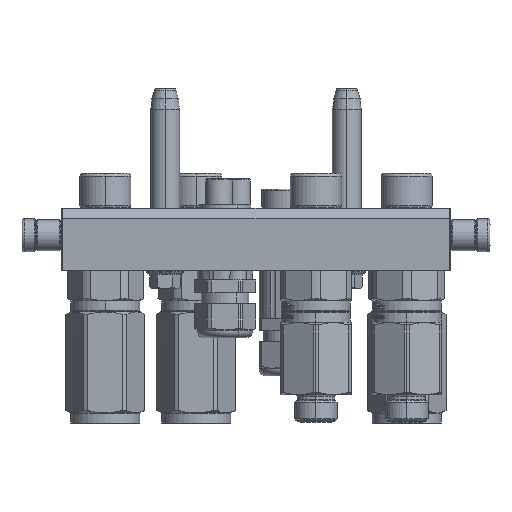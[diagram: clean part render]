
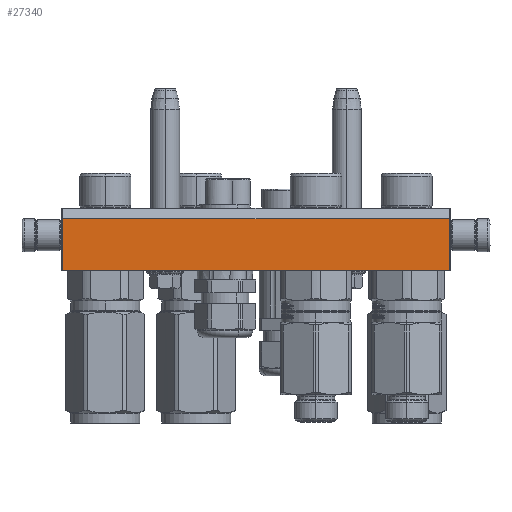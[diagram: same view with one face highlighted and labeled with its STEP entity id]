
A CAD part, left-side view. The second image highlights one B-rep face of the part: STEP entity #27340.
In plain terms, the highlighted face is planar.
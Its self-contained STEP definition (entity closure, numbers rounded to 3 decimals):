
#2842 = CARTESIAN_POINT ( 'NONE',  ( -93.5, -10., -45. ) ) ;
#3734 = CARTESIAN_POINT ( 'NONE',  ( 93.5, 15., -45. ) ) ;
#4763 = VERTEX_POINT ( 'NONE', #53379 ) ;
#6841 = EDGE_CURVE ( 'NONE', #88258, #38116, #57702, .T. ) ;
#11610 = LINE ( 'NONE', #40352, #43037 ) ;
#15343 = DIRECTION ( 'NONE',  ( -1., 0., 0. ) ) ;
#15589 = EDGE_CURVE ( 'NONE', #44804, #4763, #11610, .T. ) ;
#18723 = VECTOR ( 'NONE', #82068, 1000. ) ;
#23173 = CARTESIAN_POINT ( 'NONE',  ( -93.5, -10., -45. ) ) ;
#27340 = ADVANCED_FACE ( 'NONE', ( #43059 ), #43196, .T. ) ;
#36266 = CARTESIAN_POINT ( 'NONE',  ( 93.5, 15., -45. ) ) ;
#38116 = VERTEX_POINT ( 'NONE', #36266 ) ;
#38485 = ORIENTED_EDGE ( 'NONE', *, *, #6841, .F. ) ;
#40352 = CARTESIAN_POINT ( 'NONE',  ( -93.5, -10., -45. ) ) ;
#43037 = VECTOR ( 'NONE', #67874, 1000. ) ;
#43059 = FACE_OUTER_BOUND ( 'NONE', #62027, .T. ) ;
#43196 = PLANE ( 'NONE',  #73620 ) ;
#44804 = VERTEX_POINT ( 'NONE', #2842 ) ;
#44900 = EDGE_CURVE ( 'NONE', #38116, #4763, #85599, .T. ) ;
#48077 = CARTESIAN_POINT ( 'NONE',  ( 94., -15., -45. ) ) ;
#48304 = CARTESIAN_POINT ( 'NONE',  ( 93.5, -10., -45. ) ) ;
#48980 = EDGE_CURVE ( 'NONE', #44804, #88258, #84140, .T. ) ;
#53379 = CARTESIAN_POINT ( 'NONE',  ( -93.5, 15., -45. ) ) ;
#53821 = CARTESIAN_POINT ( 'NONE',  ( 93.5, -10., -45. ) ) ;
#57702 = LINE ( 'NONE', #53821, #18723 ) ;
#59181 = DIRECTION ( 'NONE',  ( -1., 0., 0. ) ) ;
#59441 = ORIENTED_EDGE ( 'NONE', *, *, #44900, .F. ) ;
#62027 = EDGE_LOOP ( 'NONE', ( #59441, #38485, #74102, #63452 ) ) ;
#63452 = ORIENTED_EDGE ( 'NONE', *, *, #15589, .T. ) ;
#67874 = DIRECTION ( 'NONE',  ( 0., 1., 0. ) ) ;
#69028 = VECTOR ( 'NONE', #71607, 1000. ) ;
#71607 = DIRECTION ( 'NONE',  ( 1., 0., 0. ) ) ;
#73620 = AXIS2_PLACEMENT_3D ( 'NONE', #48077, #84258, #15343 ) ;
#74102 = ORIENTED_EDGE ( 'NONE', *, *, #48980, .F. ) ;
#82068 = DIRECTION ( 'NONE',  ( 0., 1., 0. ) ) ;
#84140 = LINE ( 'NONE', #23173, #69028 ) ;
#84258 = DIRECTION ( 'NONE',  ( 0., 0., -1. ) ) ;
#85599 = LINE ( 'NONE', #3734, #87702 ) ;
#87702 = VECTOR ( 'NONE', #59181, 1000. ) ;
#88258 = VERTEX_POINT ( 'NONE', #48304 ) ;
